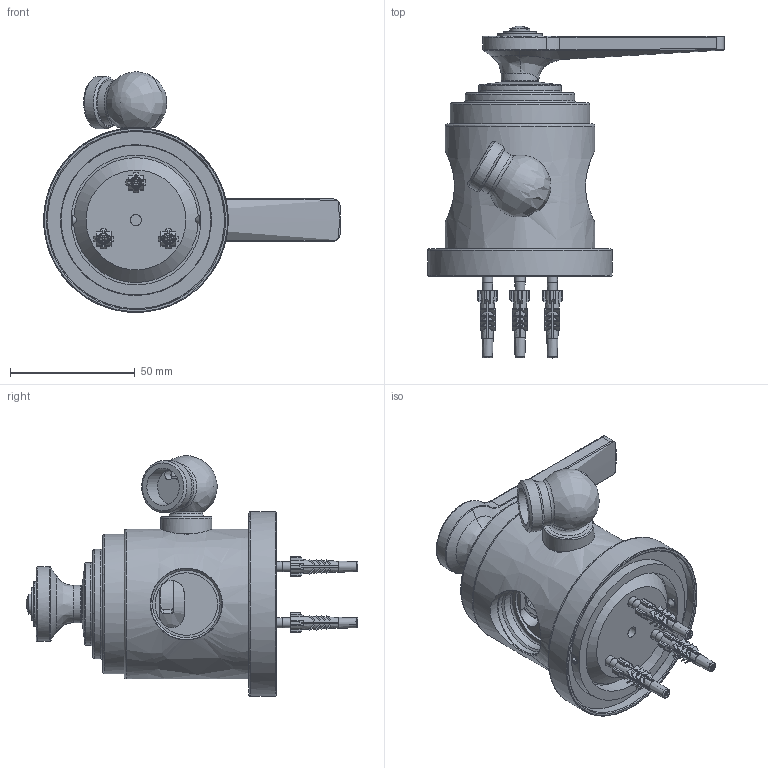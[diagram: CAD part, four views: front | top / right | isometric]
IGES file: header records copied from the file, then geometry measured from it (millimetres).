
Global section: file name: V778-LF; native system: Autodesk Inventor 2018; preprocessor: unknown; author: A.PRICE; date: 20180228.122010; units: millimetre
Bounding box: 118.91 x 133.08 x 96.49 mm (x, y, z)
Volume: 178945 mm3; surface area: 87286.2 mm2
Topology: 32 solids, 36 shells, 1365 faces, 3961 edges, 2678 vertices
Faces by surface type: bspline 1365
